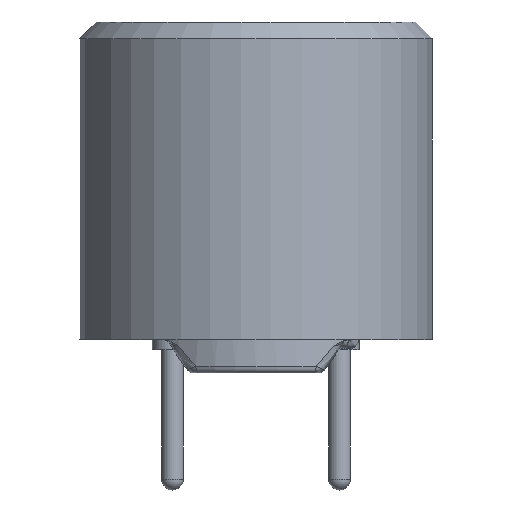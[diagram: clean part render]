
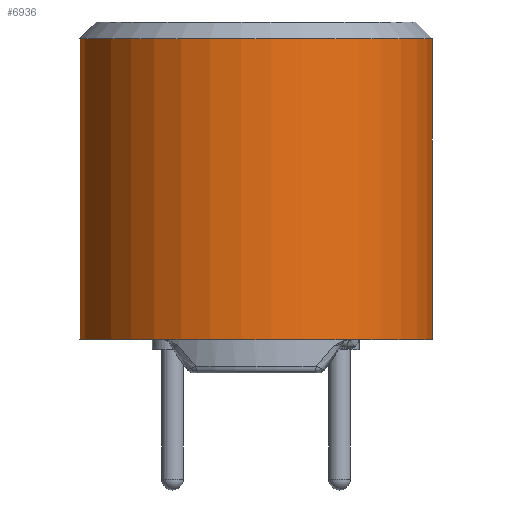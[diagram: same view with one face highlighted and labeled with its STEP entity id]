
A CAD part, front view. The second image highlights one B-rep face of the part: STEP entity #6936.
In plain terms, the highlighted cylindrical face has radius 5.3 mm (diameter 10.6 mm), a full revolution.
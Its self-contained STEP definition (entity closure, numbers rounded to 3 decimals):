
#1400=CIRCLE('',#7237,5.3);
#1414=CIRCLE('',#7289,5.3);
#2008=ORIENTED_EDGE('',*,*,#3170,.F.);
#2009=ORIENTED_EDGE('',*,*,#3061,.T.);
#3061=EDGE_CURVE('',#3706,#3706,#1400,.T.);
#3170=EDGE_CURVE('',#3780,#3780,#1414,.T.);
#3706=VERTEX_POINT('',#13143);
#3780=VERTEX_POINT('',#13551);
#4175=EDGE_LOOP('',(#2008));
#4176=EDGE_LOOP('',(#2009));
#4539=FACE_BOUND('',#4175,.T.);
#4540=FACE_BOUND('',#4176,.T.);
#4756=CYLINDRICAL_SURFACE('',#7288,5.3);
#6936=ADVANCED_FACE('',(#4539,#4540),#4756,.T.);
#7237=AXIS2_PLACEMENT_3D('',#13142,#7856,#7857);
#7288=AXIS2_PLACEMENT_3D('',#13549,#8044,#8045);
#7289=AXIS2_PLACEMENT_3D('',#13550,#8046,#8047);
#7856=DIRECTION('',(0.,0.,-1.));
#7857=DIRECTION('',(-1.,0.,0.));
#8044=DIRECTION('',(0.,0.,1.));
#8045=DIRECTION('',(-1.,0.,0.));
#8046=DIRECTION('',(0.,0.,-1.));
#8047=DIRECTION('',(1.,0.,0.));
#13142=CARTESIAN_POINT('',(0.,0.,6.8));
#13143=CARTESIAN_POINT('',(-5.3,0.,6.8));
#13549=CARTESIAN_POINT('',(0.,0.,7.3));
#13550=CARTESIAN_POINT('',(0.,0.,-2.2));
#13551=CARTESIAN_POINT('',(5.3,0.,-2.2));
